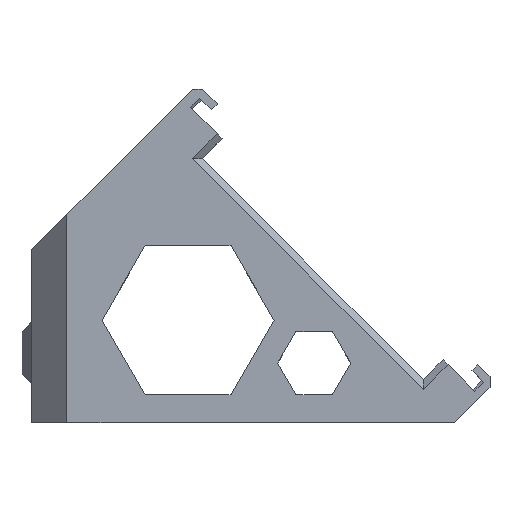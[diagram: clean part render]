
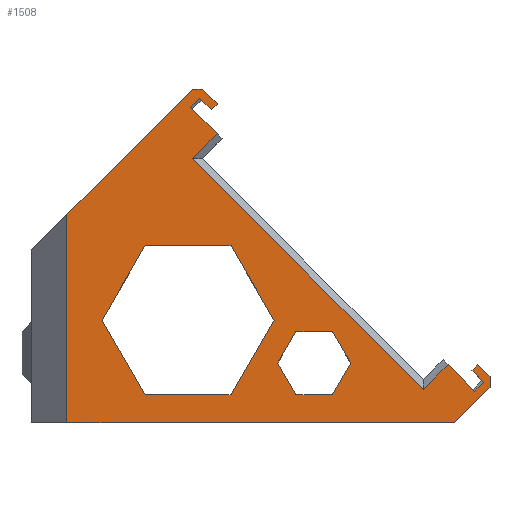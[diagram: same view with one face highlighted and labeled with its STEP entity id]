
A CAD part, top view. The second image highlights one B-rep face of the part: STEP entity #1508.
In plain terms, the highlighted planar face has unit normal (0, 0, 1).
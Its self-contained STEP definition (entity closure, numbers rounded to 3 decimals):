
#25=FACE_BOUND('',#144,.T.);
#26=FACE_BOUND('',#145,.T.);
#62=FACE_OUTER_BOUND('',#143,.T.);
#143=EDGE_LOOP('',(#1094,#1095,#1096,#1097,#1098,#1099,#1100,#1101,#1102,
#1103,#1104,#1105,#1106,#1107,#1108,#1109,#1110,#1111,#1112));
#144=EDGE_LOOP('',(#1113,#1114,#1115,#1116,#1117,#1118));
#145=EDGE_LOOP('',(#1119,#1120,#1121,#1122,#1123,#1124));
#236=LINE('',#2135,#445);
#237=LINE('',#2138,#446);
#251=LINE('',#2167,#460);
#258=LINE('',#2182,#467);
#272=LINE('',#2211,#481);
#274=LINE('',#2215,#483);
#277=LINE('',#2221,#486);
#280=LINE('',#2227,#489);
#281=LINE('',#2229,#490);
#282=LINE('',#2231,#491);
#283=LINE('',#2233,#492);
#284=LINE('',#2235,#493);
#285=LINE('',#2236,#494);
#286=LINE('',#2237,#495);
#287=LINE('',#2238,#496);
#288=LINE('',#2240,#497);
#289=LINE('',#2242,#498);
#290=LINE('',#2244,#499);
#291=LINE('',#2245,#500);
#292=LINE('',#2248,#501);
#293=LINE('',#2250,#502);
#294=LINE('',#2252,#503);
#295=LINE('',#2254,#504);
#296=LINE('',#2256,#505);
#297=LINE('',#2257,#506);
#298=LINE('',#2260,#507);
#299=LINE('',#2262,#508);
#300=LINE('',#2264,#509);
#301=LINE('',#2266,#510);
#302=LINE('',#2268,#511);
#303=LINE('',#2269,#512);
#445=VECTOR('',#1742,10.);
#446=VECTOR('',#1745,10.);
#460=VECTOR('',#1763,10.);
#467=VECTOR('',#1774,10.);
#481=VECTOR('',#1796,10.);
#483=VECTOR('',#1800,10.);
#486=VECTOR('',#1805,10.);
#489=VECTOR('',#1810,10.);
#490=VECTOR('',#1811,10.);
#491=VECTOR('',#1812,10.);
#492=VECTOR('',#1813,10.);
#493=VECTOR('',#1814,10.);
#494=VECTOR('',#1815,10.);
#495=VECTOR('',#1816,10.);
#496=VECTOR('',#1817,10.);
#497=VECTOR('',#1818,10.);
#498=VECTOR('',#1819,10.);
#499=VECTOR('',#1820,10.);
#500=VECTOR('',#1821,10.);
#501=VECTOR('',#1822,10.);
#502=VECTOR('',#1823,10.);
#503=VECTOR('',#1824,10.);
#504=VECTOR('',#1825,10.);
#505=VECTOR('',#1826,10.);
#506=VECTOR('',#1827,10.);
#507=VECTOR('',#1828,10.);
#508=VECTOR('',#1829,10.);
#509=VECTOR('',#1830,10.);
#510=VECTOR('',#1831,10.);
#511=VECTOR('',#1832,10.);
#512=VECTOR('',#1833,10.);
#641=VERTEX_POINT('',#2129);
#643=VERTEX_POINT('',#2133);
#644=VERTEX_POINT('',#2137);
#655=VERTEX_POINT('',#2163);
#657=VERTEX_POINT('',#2166);
#661=VERTEX_POINT('',#2178);
#663=VERTEX_POINT('',#2181);
#673=VERTEX_POINT('',#2208);
#674=VERTEX_POINT('',#2210);
#675=VERTEX_POINT('',#2214);
#677=VERTEX_POINT('',#2220);
#679=VERTEX_POINT('',#2226);
#680=VERTEX_POINT('',#2228);
#681=VERTEX_POINT('',#2230);
#682=VERTEX_POINT('',#2232);
#683=VERTEX_POINT('',#2234);
#684=VERTEX_POINT('',#2239);
#685=VERTEX_POINT('',#2241);
#686=VERTEX_POINT('',#2243);
#687=VERTEX_POINT('',#2246);
#688=VERTEX_POINT('',#2247);
#689=VERTEX_POINT('',#2249);
#690=VERTEX_POINT('',#2251);
#691=VERTEX_POINT('',#2253);
#692=VERTEX_POINT('',#2255);
#693=VERTEX_POINT('',#2258);
#694=VERTEX_POINT('',#2259);
#695=VERTEX_POINT('',#2261);
#696=VERTEX_POINT('',#2263);
#697=VERTEX_POINT('',#2265);
#698=VERTEX_POINT('',#2267);
#794=EDGE_CURVE('',#641,#643,#236,.T.);
#795=EDGE_CURVE('',#641,#644,#237,.T.);
#809=EDGE_CURVE('',#657,#655,#251,.T.);
#816=EDGE_CURVE('',#663,#661,#258,.T.);
#830=EDGE_CURVE('',#674,#673,#272,.T.);
#832=EDGE_CURVE('',#673,#675,#274,.T.);
#835=EDGE_CURVE('',#675,#677,#277,.T.);
#838=EDGE_CURVE('',#679,#643,#280,.T.);
#839=EDGE_CURVE('',#680,#679,#281,.T.);
#840=EDGE_CURVE('',#681,#680,#282,.T.);
#841=EDGE_CURVE('',#682,#681,#283,.T.);
#842=EDGE_CURVE('',#683,#682,#284,.T.);
#843=EDGE_CURVE('',#663,#683,#285,.T.);
#844=EDGE_CURVE('',#674,#661,#286,.T.);
#845=EDGE_CURVE('',#657,#677,#287,.T.);
#846=EDGE_CURVE('',#684,#655,#288,.T.);
#847=EDGE_CURVE('',#685,#684,#289,.T.);
#848=EDGE_CURVE('',#686,#685,#290,.T.);
#849=EDGE_CURVE('',#644,#686,#291,.T.);
#850=EDGE_CURVE('',#687,#688,#292,.T.);
#851=EDGE_CURVE('',#689,#687,#293,.T.);
#852=EDGE_CURVE('',#690,#689,#294,.T.);
#853=EDGE_CURVE('',#691,#690,#295,.T.);
#854=EDGE_CURVE('',#692,#691,#296,.T.);
#855=EDGE_CURVE('',#688,#692,#297,.T.);
#856=EDGE_CURVE('',#693,#694,#298,.T.);
#857=EDGE_CURVE('',#695,#693,#299,.T.);
#858=EDGE_CURVE('',#696,#695,#300,.T.);
#859=EDGE_CURVE('',#697,#696,#301,.T.);
#860=EDGE_CURVE('',#698,#697,#302,.T.);
#861=EDGE_CURVE('',#694,#698,#303,.T.);
#1094=ORIENTED_EDGE('',*,*,#794,.T.);
#1095=ORIENTED_EDGE('',*,*,#838,.F.);
#1096=ORIENTED_EDGE('',*,*,#839,.F.);
#1097=ORIENTED_EDGE('',*,*,#840,.F.);
#1098=ORIENTED_EDGE('',*,*,#841,.F.);
#1099=ORIENTED_EDGE('',*,*,#842,.F.);
#1100=ORIENTED_EDGE('',*,*,#843,.F.);
#1101=ORIENTED_EDGE('',*,*,#816,.T.);
#1102=ORIENTED_EDGE('',*,*,#844,.F.);
#1103=ORIENTED_EDGE('',*,*,#830,.T.);
#1104=ORIENTED_EDGE('',*,*,#832,.T.);
#1105=ORIENTED_EDGE('',*,*,#835,.T.);
#1106=ORIENTED_EDGE('',*,*,#845,.F.);
#1107=ORIENTED_EDGE('',*,*,#809,.T.);
#1108=ORIENTED_EDGE('',*,*,#846,.F.);
#1109=ORIENTED_EDGE('',*,*,#847,.F.);
#1110=ORIENTED_EDGE('',*,*,#848,.F.);
#1111=ORIENTED_EDGE('',*,*,#849,.F.);
#1112=ORIENTED_EDGE('',*,*,#795,.F.);
#1113=ORIENTED_EDGE('',*,*,#850,.F.);
#1114=ORIENTED_EDGE('',*,*,#851,.F.);
#1115=ORIENTED_EDGE('',*,*,#852,.F.);
#1116=ORIENTED_EDGE('',*,*,#853,.F.);
#1117=ORIENTED_EDGE('',*,*,#854,.F.);
#1118=ORIENTED_EDGE('',*,*,#855,.F.);
#1119=ORIENTED_EDGE('',*,*,#856,.F.);
#1120=ORIENTED_EDGE('',*,*,#857,.F.);
#1121=ORIENTED_EDGE('',*,*,#858,.F.);
#1122=ORIENTED_EDGE('',*,*,#859,.F.);
#1123=ORIENTED_EDGE('',*,*,#860,.F.);
#1124=ORIENTED_EDGE('',*,*,#861,.F.);
#1429=PLANE('',#1608);
#1508=ADVANCED_FACE('',(#62,#25,#26),#1429,.F.);
#1608=AXIS2_PLACEMENT_3D('',#2225,#1808,#1809);
#1742=DIRECTION('',(0.,-1.,0.));
#1745=DIRECTION('',(0.707,0.707,0.));
#1763=DIRECTION('',(0.707,0.707,0.));
#1774=DIRECTION('',(-0.707,-0.707,0.));
#1796=DIRECTION('',(-0.707,-0.707,0.));
#1800=DIRECTION('',(-0.707,0.707,0.));
#1805=DIRECTION('',(0.707,0.707,0.));
#1808=DIRECTION('center_axis',(0.,0.,-1.));
#1809=DIRECTION('ref_axis',(-1.,0.,0.));
#1810=DIRECTION('',(-1.,0.,0.));
#1811=DIRECTION('',(-0.707,-0.707,0.));
#1812=DIRECTION('',(0.,-1.,0.));
#1813=DIRECTION('',(0.707,-0.707,0.));
#1814=DIRECTION('',(0.707,0.707,0.));
#1815=DIRECTION('',(-0.707,0.707,0.));
#1816=DIRECTION('',(0.707,-0.707,0.));
#1817=DIRECTION('',(0.707,-0.707,0.));
#1818=DIRECTION('',(-0.707,0.707,0.));
#1819=DIRECTION('',(-0.707,-0.707,0.));
#1820=DIRECTION('',(0.707,-0.707,0.));
#1821=DIRECTION('',(1.,0.,0.));
#1822=DIRECTION('',(-0.5,-0.866,0.));
#1823=DIRECTION('',(-1.,0.,0.));
#1824=DIRECTION('',(-0.5,0.866,0.));
#1825=DIRECTION('',(0.5,0.866,0.));
#1826=DIRECTION('',(1.,0.,0.));
#1827=DIRECTION('',(0.5,-0.866,0.));
#1828=DIRECTION('',(-1.,0.,0.));
#1829=DIRECTION('',(-0.5,0.866,0.));
#1830=DIRECTION('',(0.5,0.866,0.));
#1831=DIRECTION('',(1.,0.,0.));
#1832=DIRECTION('',(0.5,-0.866,0.));
#1833=DIRECTION('',(-0.5,-0.866,0.));
#2129=CARTESIAN_POINT('',(5.,29.653,10.));
#2133=CARTESIAN_POINT('',(5.,0.,10.));
#2135=CARTESIAN_POINT('',(5.,11.88,10.));
#2137=CARTESIAN_POINT('',(22.866,47.519,10.));
#2138=CARTESIAN_POINT('',(22.866,47.519,10.));
#2163=CARTESIAN_POINT('',(23.892,46.211,10.));
#2166=CARTESIAN_POINT('',(22.619,44.938,10.));
#2167=CARTESIAN_POINT('',(20.461,42.781,10.));
#2178=CARTESIAN_POINT('',(63.066,4.492,10.));
#2181=CARTESIAN_POINT('',(64.338,5.765,10.));
#2182=CARTESIAN_POINT('',(60.271,1.698,10.));
#2208=CARTESIAN_POINT('',(55.747,4.739,10.));
#2210=CARTESIAN_POINT('',(59.282,8.275,10.));
#2211=CARTESIAN_POINT('',(55.074,4.067,10.));
#2214=CARTESIAN_POINT('',(22.866,37.62,10.));
#2215=CARTESIAN_POINT('',(29.124,31.363,10.));
#2220=CARTESIAN_POINT('',(26.402,41.155,10.));
#2221=CARTESIAN_POINT('',(23.608,38.361,10.));
#2225=CARTESIAN_POINT('Origin',(32.621,23.76,10.));
#2226=CARTESIAN_POINT('',(60.2,0.,10.));
#2227=CARTESIAN_POINT('',(0.,0.,10.));
#2228=CARTESIAN_POINT('',(65.243,5.043,10.));
#2229=CARTESIAN_POINT('',(60.2,0.,10.));
#2230=CARTESIAN_POINT('',(65.243,6.558,10.));
#2231=CARTESIAN_POINT('',(65.243,6.558,10.));
#2232=CARTESIAN_POINT('',(63.525,8.275,10.));
#2233=CARTESIAN_POINT('',(66.,5.8,10.));
#2234=CARTESIAN_POINT('',(62.677,7.426,10.));
#2235=CARTESIAN_POINT('',(63.525,8.275,10.));
#2236=CARTESIAN_POINT('',(62.677,7.426,10.));
#2237=CARTESIAN_POINT('',(62.818,4.739,10.));
#2238=CARTESIAN_POINT('',(27.109,40.448,10.));
#2239=CARTESIAN_POINT('',(25.553,44.549,10.));
#2240=CARTESIAN_POINT('',(24.139,45.964,10.));
#2241=CARTESIAN_POINT('',(26.402,45.398,10.));
#2242=CARTESIAN_POINT('',(25.553,44.549,10.));
#2243=CARTESIAN_POINT('',(24.281,47.519,10.));
#2244=CARTESIAN_POINT('',(26.402,45.398,10.));
#2245=CARTESIAN_POINT('',(24.281,47.519,10.));
#2246=CARTESIAN_POINT('',(37.602,13.,10.));
#2247=CARTESIAN_POINT('',(35.004,8.5,10.));
#2248=CARTESIAN_POINT('',(38.01,13.707,10.));
#2249=CARTESIAN_POINT('',(42.798,13.,10.));
#2250=CARTESIAN_POINT('',(35.112,13.,10.));
#2251=CARTESIAN_POINT('',(45.396,8.5,10.));
#2252=CARTESIAN_POINT('',(39.196,19.238,10.));
#2253=CARTESIAN_POINT('',(42.798,4.,10.));
#2254=CARTESIAN_POINT('',(47.103,11.457,10.));
#2255=CARTESIAN_POINT('',(37.602,4.,10.));
#2256=CARTESIAN_POINT('',(37.71,4.,10.));
#2257=CARTESIAN_POINT('',(32.701,12.488,10.));
#2258=CARTESIAN_POINT('',(28.364,25.205,10.));
#2259=CARTESIAN_POINT('',(16.121,25.205,10.));
#2260=CARTESIAN_POINT('',(24.371,25.205,10.));
#2261=CARTESIAN_POINT('',(34.486,14.603,10.));
#2262=CARTESIAN_POINT('',(29.209,23.742,10.));
#2263=CARTESIAN_POINT('',(28.364,4.,10.));
#2264=CARTESIAN_POINT('',(36.235,17.633,10.));
#2265=CARTESIAN_POINT('',(16.121,4.,10.));
#2266=CARTESIAN_POINT('',(30.493,4.,10.));
#2267=CARTESIAN_POINT('',(10.,14.603,10.));
#2268=CARTESIAN_POINT('',(13.906,7.838,10.));
#2269=CARTESIAN_POINT('',(14.81,22.934,10.));
